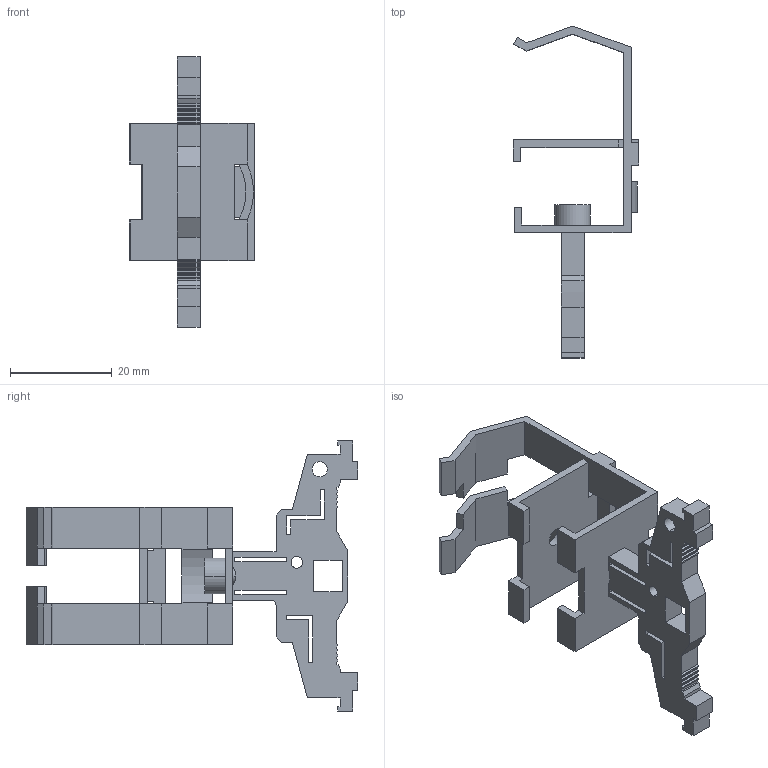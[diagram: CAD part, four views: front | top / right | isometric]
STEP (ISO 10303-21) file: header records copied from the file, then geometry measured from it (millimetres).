
FILE_DESCRIPTION(('SolidDesigner STEP Export'),'2;1');
FILE_NAME('1573_0_SAB_20_F_TS35_iso.stp','2011-03-10T13:31:27',(''),(''),'CoCreate Modeling STEP processor for AP214 (Solid Model)','CoCreate Modeling 16.00A 16-Aug-2008 (C) Parametric Technology GmbH','');
FILE_SCHEMA(('AUTOMOTIVE_DESIGN { 1 0 10303 214 1 1 1 1 }'));
Length unit declared in the file: millimetre
Products named in the file (2): 1573_0_SAB_20_F_TS35_iso
Assembly tree (1 placements, depth 2):
  1573_0_SAB_20_F_TS35_iso
    1573_0_SAB_20_F_TS35_iso
Bounding box: 24.7 x 65.26 x 53.17 mm (x, y, z)
Volume: 6217.7 mm3; surface area: 8114.7 mm2
Topology: 1 solids, 1 shells, 201 faces, 595 edges, 394 vertices
Faces by surface type: plane 186, cylinder 15
Entity records: 7809 total; most frequent: ORIENTED_EDGE 1190, CARTESIAN_POINT 1080, DIRECTION 880, EDGE_CURVE 595, VECTOR 492, LINE 492, VERTEX_POINT 394, EDGE_LOOP 223
